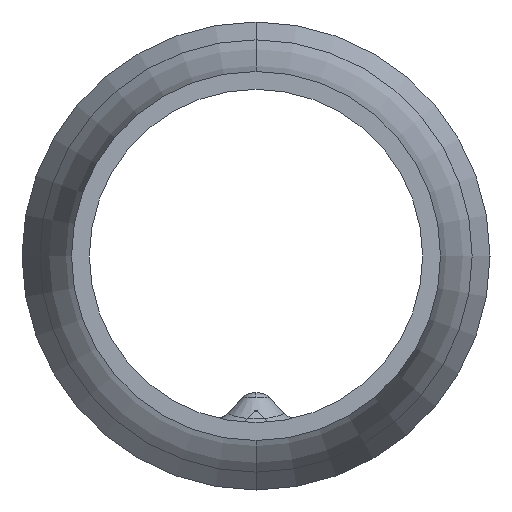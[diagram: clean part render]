
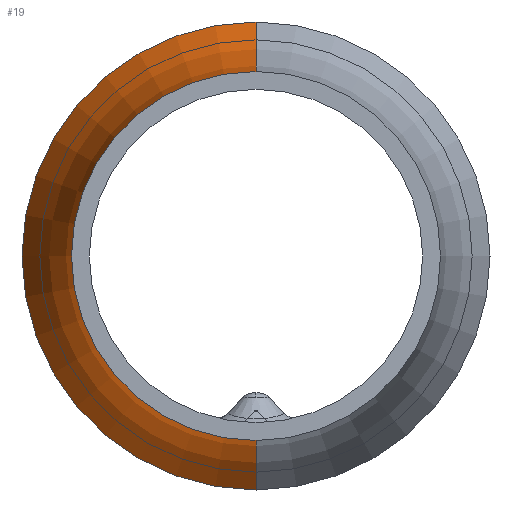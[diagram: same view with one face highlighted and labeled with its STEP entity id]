
A CAD part, front view. The second image highlights one B-rep face of the part: STEP entity #19.
In plain terms, the highlighted toroidal (fillet/blend) face has major radius 90 mm and minor radius 60 mm.
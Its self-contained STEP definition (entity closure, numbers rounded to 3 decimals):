
#19 = ADVANCED_FACE ( 'NONE', ( #904 ), #1043, .F. ) ;
#80 = DIRECTION ( 'NONE',  ( 0., -1., 0. ) ) ;
#165 = DIRECTION ( 'NONE',  ( 0., -1., 0. ) ) ;
#181 = ORIENTED_EDGE ( 'NONE', *, *, #1114, .F. ) ;
#193 = CARTESIAN_POINT ( 'NONE',  ( 0., -90., 1380.02 ) ) ;
#198 = AXIS2_PLACEMENT_3D ( 'NONE', #302, #605, #441 ) ;
#265 = EDGE_CURVE ( 'NONE', #1782, #694, #921, .T. ) ;
#302 = CARTESIAN_POINT ( 'NONE',  ( 0., 0., 1350. ) ) ;
#420 = CARTESIAN_POINT ( 'NONE',  ( 0., 90., 1380.02 ) ) ;
#441 = DIRECTION ( 'NONE',  ( 0., -1., 0. ) ) ;
#539 = CARTESIAN_POINT ( 'NONE',  ( 0., -38.05, 1350. ) ) ;
#569 = AXIS2_PLACEMENT_3D ( 'NONE', #1401, #823, #165 ) ;
#605 = DIRECTION ( 'NONE',  ( 0., 0., 1. ) ) ;
#617 = ORIENTED_EDGE ( 'NONE', *, *, #915, .T. ) ;
#650 = ORIENTED_EDGE ( 'NONE', *, *, #882, .F. ) ;
#680 = CIRCLE ( 'NONE', #569, 30. ) ;
#690 = DIRECTION ( 'NONE',  ( 1., 0., 0. ) ) ;
#694 = VERTEX_POINT ( 'NONE', #539 ) ;
#743 = DIRECTION ( 'NONE',  ( 0., -1., 0. ) ) ;
#823 = DIRECTION ( 'NONE',  ( 0., 0., 1. ) ) ;
#826 = EDGE_LOOP ( 'NONE', ( #650, #617, #1270, #181 ) ) ;
#882 = EDGE_CURVE ( 'NONE', #1649, #1094, #680, .T. ) ;
#887 = AXIS2_PLACEMENT_3D ( 'NONE', #420, #690, #1254 ) ;
#904 = FACE_OUTER_BOUND ( 'NONE', #826, .T. ) ;
#915 = EDGE_CURVE ( 'NONE', #1649, #1782, #1337, .T. ) ;
#921 = CIRCLE ( 'NONE', #198, 38.05 ) ;
#1043 = TOROIDAL_SURFACE ( 'NONE', #1606, 90., 60. ) ;
#1084 = DIRECTION ( 'NONE',  ( 0., 0., 1. ) ) ;
#1094 = VERTEX_POINT ( 'NONE', #1584 ) ;
#1114 = EDGE_CURVE ( 'NONE', #1094, #694, #1573, .T. ) ;
#1134 = AXIS2_PLACEMENT_3D ( 'NONE', #193, #1599, #743 ) ;
#1254 = DIRECTION ( 'NONE',  ( 0., 1., 0. ) ) ;
#1270 = ORIENTED_EDGE ( 'NONE', *, *, #265, .T. ) ;
#1337 = CIRCLE ( 'NONE', #887, 60. ) ;
#1358 = CARTESIAN_POINT ( 'NONE',  ( 0., 0., 1380.02 ) ) ;
#1401 = CARTESIAN_POINT ( 'NONE',  ( 0., 0., 1380.02 ) ) ;
#1573 = CIRCLE ( 'NONE', #1134, 60. ) ;
#1584 = CARTESIAN_POINT ( 'NONE',  ( 0., -30., 1380.02 ) ) ;
#1599 = DIRECTION ( 'NONE',  ( -1., 0., 0. ) ) ;
#1606 = AXIS2_PLACEMENT_3D ( 'NONE', #1358, #1084, #80 ) ;
#1643 = CARTESIAN_POINT ( 'NONE',  ( 0., 38.05, 1350. ) ) ;
#1649 = VERTEX_POINT ( 'NONE', #1750 ) ;
#1750 = CARTESIAN_POINT ( 'NONE',  ( 0., 30., 1380.02 ) ) ;
#1782 = VERTEX_POINT ( 'NONE', #1643 ) ;
